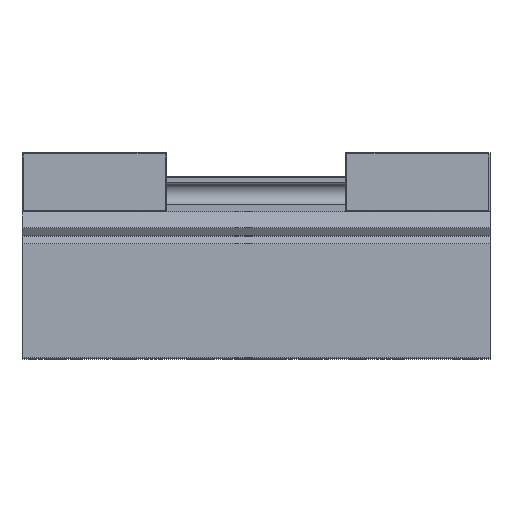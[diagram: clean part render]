
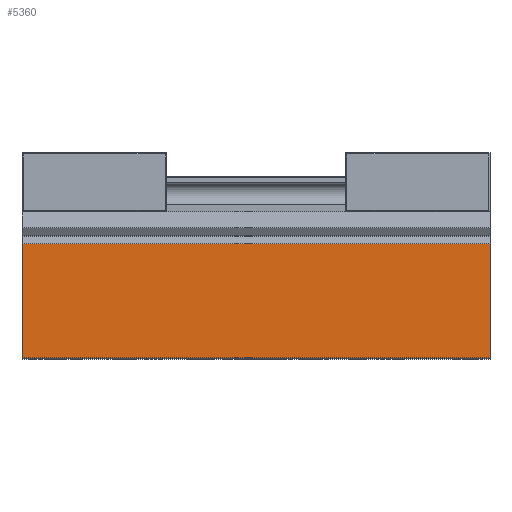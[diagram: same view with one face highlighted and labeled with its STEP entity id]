
A CAD part, top view. The second image highlights one B-rep face of the part: STEP entity #5360.
In plain terms, the highlighted planar face has unit normal (0, 0, 1).
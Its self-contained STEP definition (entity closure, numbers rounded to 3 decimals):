
#2132 = EDGE_CURVE( '', #2700, #4118, #6280, .T. );
#2280 = EDGE_CURVE( '', #2394, #2700, #6445, .T. );
#2394 = VERTEX_POINT( '', #6574 );
#2700 = VERTEX_POINT( '', #6908 );
#4118 = VERTEX_POINT( '', #8488 );
#4294 = VERTEX_POINT( '', #8679 );
#5360 = ADVANCED_FACE( '', ( #9884 ), #9885, .T. );
#5708 = EDGE_CURVE( '', #2394, #4294, #10271, .T. );
#5822 = EDGE_CURVE( '', #4294, #4118, #10401, .T. );
#6280 = LINE( '', #10933, #10934 );
#6445 = LINE( '', #11153, #11154 );
#6574 = CARTESIAN_POINT( '', ( 85., 41.947, 42.5 ) );
#6908 = CARTESIAN_POINT( '', ( 85., 0.5, 42.5 ) );
#8488 = CARTESIAN_POINT( '', ( -85., 0.5, 42.5 ) );
#8679 = CARTESIAN_POINT( '', ( -85., 41.947, 42.5 ) );
#9884 = FACE_OUTER_BOUND( '', #15893, .T. );
#9885 = PLANE( '', #15894 );
#10271 = LINE( '', #16420, #16421 );
#10401 = LINE( '', #16593, #16594 );
#10933 = CARTESIAN_POINT( '', ( 85., 0.5, 42.5 ) );
#10934 = VECTOR( '', #17254, 1. );
#11153 = CARTESIAN_POINT( '', ( 85., 41.947, 42.5 ) );
#11154 = VECTOR( '', #17439, 1. );
#15893 = EDGE_LOOP( '', ( #21254, #21255, #21256, #21257 ) );
#15894 = AXIS2_PLACEMENT_3D( '', #21258, #21259, #21260 );
#16420 = CARTESIAN_POINT( '', ( 85., 41.947, 42.5 ) );
#16421 = VECTOR( '', #21694, 1. );
#16593 = CARTESIAN_POINT( '', ( -85., 41.947, 42.5 ) );
#16594 = VECTOR( '', #21853, 1. );
#17254 = DIRECTION( '', ( -1., 0., 0. ) );
#17439 = DIRECTION( '', ( 0., -1., 0. ) );
#21254 = ORIENTED_EDGE( '', *, *, #5822, .T. );
#21255 = ORIENTED_EDGE( '', *, *, #2132, .F. );
#21256 = ORIENTED_EDGE( '', *, *, #2280, .F. );
#21257 = ORIENTED_EDGE( '', *, *, #5708, .T. );
#21258 = CARTESIAN_POINT( '', ( 85., 41.947, 42.5 ) );
#21259 = DIRECTION( '', ( 0., 0., 1. ) );
#21260 = DIRECTION( '', ( 0., 1., 0. ) );
#21694 = DIRECTION( '', ( -1., 0., 0. ) );
#21853 = DIRECTION( '', ( 0., -1., 0. ) );
